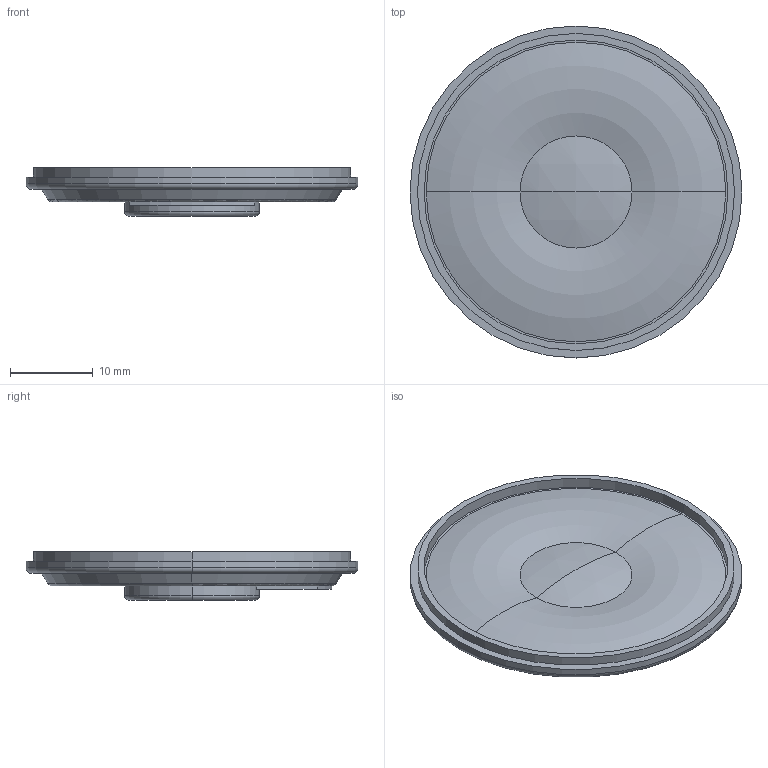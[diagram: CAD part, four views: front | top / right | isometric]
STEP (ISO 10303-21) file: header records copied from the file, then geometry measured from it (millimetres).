
FILE_DESCRIPTION (( 'STEP AP214' ), '1' );
FILE_NAME ('Speaker_D40x5.8.STEP', '2020-02-19T10:17:02', ( 'Elessar' ), ( '' ), 'SwSTEP 2.0', 'SolidWorks 2018', '' );
FILE_SCHEMA (( 'AUTOMOTIVE_DESIGN' ));
Length unit declared in the file: millimetre
Products named in the file (1): Speaker_D40x5.8
Bounding box: 40 x 40 x 5.81 mm (x, y, z)
Volume: 4150.3 mm3; surface area: 3142.2 mm2
Topology: 1 solids, 1 shells, 124 faces, 318 edges, 209 vertices
Faces by surface type: plane 58, bspline 44, cylinder 10, torus 8, cone 2, sphere 2
Entity records: 7117 total; most frequent: CARTESIAN_POINT 3096, ORIENTED_EDGE 636, DIRECTION 437, EDGE_CURVE 318, VERTEX_POINT 209, LINE 185, VECTOR 185, EDGE_LOOP 137
